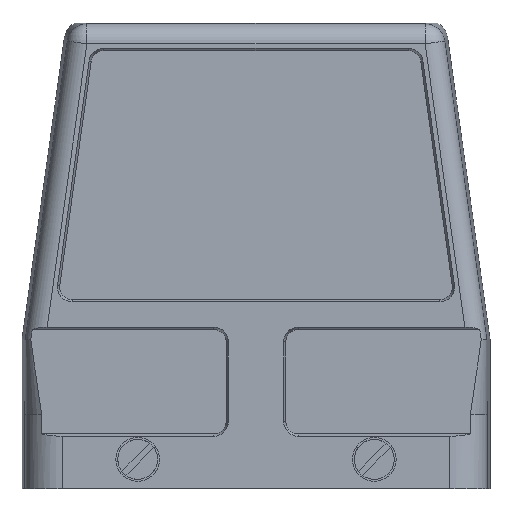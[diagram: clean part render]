
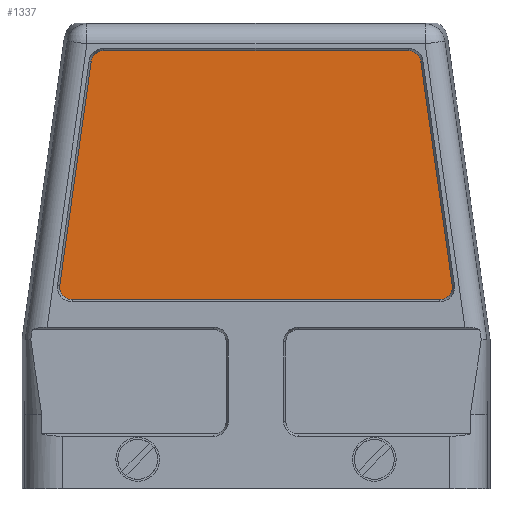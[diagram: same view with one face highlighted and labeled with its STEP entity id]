
A CAD part, front view. The second image highlights one B-rep face of the part: STEP entity #1337.
In plain terms, the highlighted planar face has unit normal (0, -1, 0).
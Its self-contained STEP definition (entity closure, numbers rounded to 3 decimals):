
#995=PLANE('',#6912);
#1337=ADVANCED_FACE('',(#1717),#995,.T.);
#1717=FACE_OUTER_BOUND('',#2014,.T.);
#2014=EDGE_LOOP('',(#2751,#2752,#2753,#2754,#2755,#2756,#2757,#2758));
#2395=CIRCLE('',#6908,2.5);
#2396=CIRCLE('',#6909,2.5);
#2397=CIRCLE('',#6910,2.5);
#2398=CIRCLE('',#6911,2.5);
#2751=ORIENTED_EDGE('',*,*,#4945,.F.);
#2752=ORIENTED_EDGE('',*,*,#4946,.F.);
#2753=ORIENTED_EDGE('',*,*,#4947,.F.);
#2754=ORIENTED_EDGE('',*,*,#4948,.T.);
#2755=ORIENTED_EDGE('',*,*,#4949,.T.);
#2756=ORIENTED_EDGE('',*,*,#4950,.T.);
#2757=ORIENTED_EDGE('',*,*,#4951,.T.);
#2758=ORIENTED_EDGE('',*,*,#4952,.T.);
#4375=VERTEX_POINT('',#9388);
#4376=VERTEX_POINT('',#9389);
#4377=VERTEX_POINT('',#9391);
#4378=VERTEX_POINT('',#9393);
#4379=VERTEX_POINT('',#9395);
#4380=VERTEX_POINT('',#9397);
#4381=VERTEX_POINT('',#9399);
#4382=VERTEX_POINT('',#9401);
#4945=EDGE_CURVE('',#4375,#4376,#2395,.T.);
#4946=EDGE_CURVE('',#4377,#4375,#5704,.T.);
#4947=EDGE_CURVE('',#4378,#4377,#2396,.T.);
#4948=EDGE_CURVE('',#4378,#4379,#5705,.T.);
#4949=EDGE_CURVE('',#4379,#4380,#2397,.T.);
#4950=EDGE_CURVE('',#4380,#4381,#5706,.T.);
#4951=EDGE_CURVE('',#4381,#4382,#2398,.T.);
#4952=EDGE_CURVE('',#4382,#4376,#5707,.T.);
#5704=LINE('',#9390,#6258);
#5705=LINE('',#9394,#6259);
#5706=LINE('',#9398,#6260);
#5707=LINE('',#9402,#6261);
#6258=VECTOR('',#7618,1.);
#6259=VECTOR('',#7621,1.);
#6260=VECTOR('',#7624,1.);
#6261=VECTOR('',#7627,1.);
#6908=AXIS2_PLACEMENT_3D('',#9387,#7616,#7617);
#6909=AXIS2_PLACEMENT_3D('',#9392,#7619,#7620);
#6910=AXIS2_PLACEMENT_3D('',#9396,#7622,#7623);
#6911=AXIS2_PLACEMENT_3D('',#9400,#7625,#7626);
#6912=AXIS2_PLACEMENT_3D('',#9403,#7628,#7629);
#7616=DIRECTION('',(0.,1.,0.));
#7617=DIRECTION('',(0.,0.,-1.));
#7618=DIRECTION('',(1.,0.,0.));
#7619=DIRECTION('',(0.,1.,0.));
#7620=DIRECTION('',(0.,0.,-1.));
#7621=DIRECTION('',(-0.139,0.,-0.99));
#7622=DIRECTION('',(0.,-1.,0.));
#7623=DIRECTION('',(0.,0.,-1.));
#7624=DIRECTION('',(1.,0.,0.));
#7625=DIRECTION('',(0.,-1.,0.));
#7626=DIRECTION('',(0.,0.,-1.));
#7627=DIRECTION('',(-0.139,0.,0.99));
#7628=DIRECTION('',(0.,-1.,0.));
#7629=DIRECTION('',(0.,0.,1.));
#9387=CARTESIAN_POINT('',(30.616,-40.,76.35));
#9388=CARTESIAN_POINT('',(30.616,-40.,78.85));
#9389=CARTESIAN_POINT('',(33.092,-40.,76.698));
#9390=CARTESIAN_POINT('',(-30.616,-40.,78.85));
#9391=CARTESIAN_POINT('',(-30.616,-40.,78.85));
#9392=CARTESIAN_POINT('',(-30.616,-40.,76.35));
#9393=CARTESIAN_POINT('',(-33.092,-40.,76.698));
#9394=CARTESIAN_POINT('',(-39.416,-40.,31.698));
#9395=CARTESIAN_POINT('',(-39.416,-40.,31.698));
#9396=CARTESIAN_POINT('',(-36.941,-40.,31.35));
#9397=CARTESIAN_POINT('',(-36.941,-40.,28.85));
#9398=CARTESIAN_POINT('',(36.941,-40.,28.85));
#9399=CARTESIAN_POINT('',(36.941,-40.,28.85));
#9400=CARTESIAN_POINT('',(36.941,-40.,31.35));
#9401=CARTESIAN_POINT('',(39.416,-40.,31.698));
#9402=CARTESIAN_POINT('',(33.092,-40.,76.698));
#9403=CARTESIAN_POINT('',(-30.616,-40.,76.35));
